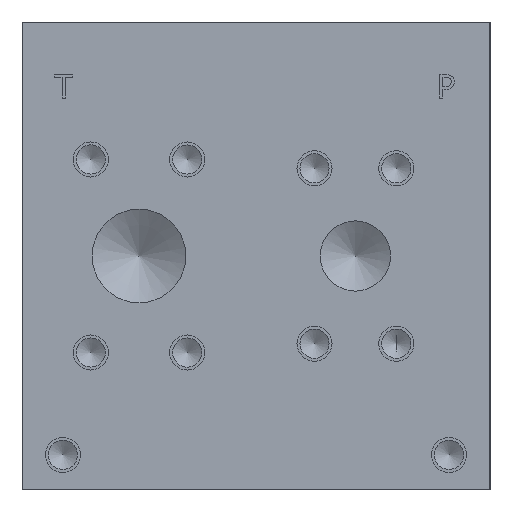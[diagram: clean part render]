
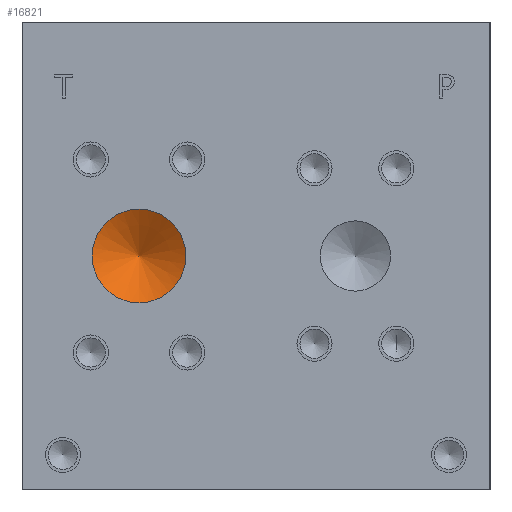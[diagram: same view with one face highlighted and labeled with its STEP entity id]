
A CAD part, left-side view. The second image highlights one B-rep face of the part: STEP entity #16821.
In plain terms, the highlighted conical face has half-angle 60 degrees and reference radius 12.7 mm.
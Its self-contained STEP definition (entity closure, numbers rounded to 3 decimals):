
#69=CONICAL_SURFACE('',#17938,12.7,1.047);
#817=CIRCLE('',#17936,12.7);
#818=CIRCLE('',#17937,12.7);
#2321=FACE_OUTER_BOUND('',#3366,.T.);
#3366=EDGE_LOOP('',(#14341,#14342,#14343,#14344));
#4880=LINE('',#28615,#6294);
#6294=VECTOR('',#21516,12.7);
#7821=VERTEX_POINT('',#28608);
#7822=VERTEX_POINT('',#28610);
#7823=VERTEX_POINT('',#28614);
#10085=EDGE_CURVE('',#7821,#7822,#817,.T.);
#10086=EDGE_CURVE('',#7822,#7821,#818,.T.);
#10087=EDGE_CURVE('',#7821,#7823,#4880,.T.);
#14341=ORIENTED_EDGE('',*,*,#10086,.F.);
#14342=ORIENTED_EDGE('',*,*,#10085,.F.);
#14343=ORIENTED_EDGE('',*,*,#10087,.T.);
#14344=ORIENTED_EDGE('',*,*,#10087,.F.);
#16821=ADVANCED_FACE('',(#2321),#69,.F.);
#17936=AXIS2_PLACEMENT_3D('',#28611,#21510,#21511);
#17937=AXIS2_PLACEMENT_3D('',#28612,#21512,#21513);
#17938=AXIS2_PLACEMENT_3D('',#28613,#21514,#21515);
#21510=DIRECTION('center_axis',(1.,0.,0.));
#21511=DIRECTION('ref_axis',(0.,0.,-1.));
#21512=DIRECTION('center_axis',(1.,0.,0.));
#21513=DIRECTION('ref_axis',(0.,0.,-1.));
#21514=DIRECTION('center_axis',(-1.,0.,0.));
#21515=DIRECTION('ref_axis',(0.,0.,1.));
#21516=DIRECTION('',(0.5,0.,0.866));
#28608=CARTESIAN_POINT('',(25.4,95.25,50.8));
#28610=CARTESIAN_POINT('',(25.4,95.25,76.2));
#28611=CARTESIAN_POINT('Origin',(25.4,95.25,63.5));
#28612=CARTESIAN_POINT('Origin',(25.4,95.25,63.5));
#28613=CARTESIAN_POINT('Origin',(25.4,95.25,63.5));
#28614=CARTESIAN_POINT('',(32.732,95.25,63.5));
#28615=CARTESIAN_POINT('',(25.4,95.25,50.8));
